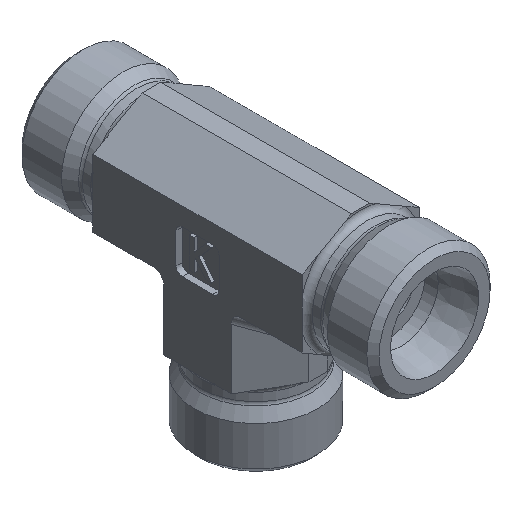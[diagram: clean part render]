
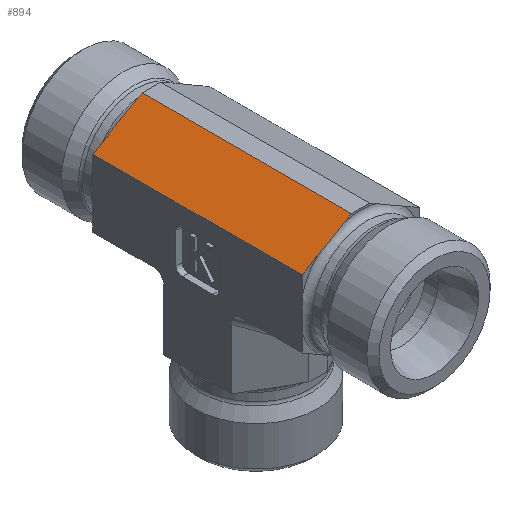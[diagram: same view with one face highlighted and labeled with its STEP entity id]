
A CAD part, isometric view. The second image highlights one B-rep face of the part: STEP entity #894.
In plain terms, the highlighted planar face has unit normal (-0.5, 0, 0.866).
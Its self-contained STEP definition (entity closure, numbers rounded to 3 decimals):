
#281=CARTESIAN_POINT('',(-25.988,26.544,25.926));
#282=VERTEX_POINT('',#281);
#290=CARTESIAN_POINT('',(-21.481,26.544,28.528));
#291=VERTEX_POINT('',#290);
#292=CARTESIAN_POINT('',(-21.481,26.544,28.528));
#293=CARTESIAN_POINT('',(-21.694,26.544,28.406));
#294=CARTESIAN_POINT('',(-21.949,26.552,28.258));
#295=CARTESIAN_POINT('',(-22.653,26.579,27.852));
#296=CARTESIAN_POINT('',(-23.243,26.607,27.511));
#297=CARTESIAN_POINT('',(-23.735,26.607,27.227));
#298=CARTESIAN_POINT('',(-24.227,26.607,26.943));
#299=CARTESIAN_POINT('',(-24.816,26.579,26.603));
#300=CARTESIAN_POINT('',(-25.521,26.552,26.196));
#301=CARTESIAN_POINT('',(-25.776,26.544,26.049));
#302=CARTESIAN_POINT('',(-25.988,26.544,25.926));
#303=B_SPLINE_CURVE_WITH_KNOTS('',3,(#292,#293,#294,#295,#296,#297,#298,#299,#300,#301,#302),.UNSPECIFIED.,.F.,.U.,(4,2,3,2,4),(-0.244,-0.17,0.0,0.17,0.244),.UNSPECIFIED.);
#304=EDGE_CURVE('',#291,#282,#303,.T.);
#756=CARTESIAN_POINT('',(-28.485,26.544,24.485));
#757=VERTEX_POINT('',#756);
#764=CARTESIAN_POINT('',(-25.988,26.544,25.926));
#765=DIRECTION('',(-0.866,0.0,-0.5));
#766=VECTOR('',#765,2.882);
#767=LINE('',#764,#766);
#768=EDGE_CURVE('',#282,#757,#767,.T.);
#805=CARTESIAN_POINT('',(-20.485,26.544,29.104));
#806=VERTEX_POINT('',#805);
#807=CARTESIAN_POINT('',(-20.485,26.544,29.104));
#808=DIRECTION('',(-0.866,0.0,-0.5));
#809=VECTOR('',#808,1.15);
#810=LINE('',#807,#809);
#811=EDGE_CURVE('',#806,#291,#810,.T.);
#828=CARTESIAN_POINT('',(-20.485,-7.456,29.104));
#829=VERTEX_POINT('',#828);
#830=CARTESIAN_POINT('',(-20.485,26.544,29.104));
#831=DIRECTION('',(0.0,-1.0,0.0));
#832=VECTOR('',#831,34.0);
#833=LINE('',#830,#832);
#834=EDGE_CURVE('',#806,#829,#833,.T.);
#846=CARTESIAN_POINT('',(-28.485,9.544,24.485));
#847=DIRECTION('',(-0.5,0.0,0.866));
#848=DIRECTION('',(0.866,0.0,0.5));
#849=AXIS2_PLACEMENT_3D('',#846,#847,#848);
#850=PLANE('',#849);
#851=ORIENTED_EDGE('',*,*,#768,.T.);
#852=CARTESIAN_POINT('',(-28.485,-7.456,24.485));
#853=VERTEX_POINT('',#852);
#854=CARTESIAN_POINT('',(-28.485,26.544,24.485));
#855=DIRECTION('',(0.0,-1.0,0.0));
#856=VECTOR('',#855,34.0);
#857=LINE('',#854,#856);
#858=EDGE_CURVE('',#757,#853,#857,.T.);
#859=ORIENTED_EDGE('',*,*,#858,.T.);
#860=CARTESIAN_POINT('',(-25.988,-7.456,25.926));
#861=VERTEX_POINT('',#860);
#862=CARTESIAN_POINT('',(-28.485,-7.456,24.485));
#863=DIRECTION('',(0.866,0.0,0.5));
#864=VECTOR('',#863,2.882);
#865=LINE('',#862,#864);
#866=EDGE_CURVE('',#853,#861,#865,.T.);
#867=ORIENTED_EDGE('',*,*,#866,.T.);
#868=CARTESIAN_POINT('',(-21.481,-7.456,28.528));
#869=VERTEX_POINT('',#868);
#870=CARTESIAN_POINT('',(-25.988,-7.456,25.926));
#871=CARTESIAN_POINT('',(-25.776,-7.456,26.049));
#872=CARTESIAN_POINT('',(-25.521,-7.464,26.196));
#873=CARTESIAN_POINT('',(-24.816,-7.491,26.603));
#874=CARTESIAN_POINT('',(-24.227,-7.519,26.943));
#875=CARTESIAN_POINT('',(-23.243,-7.519,27.511));
#876=CARTESIAN_POINT('',(-22.653,-7.491,27.852));
#877=CARTESIAN_POINT('',(-21.949,-7.464,28.258));
#878=CARTESIAN_POINT('',(-21.694,-7.456,28.406));
#879=CARTESIAN_POINT('',(-21.481,-7.456,28.528));
#880=B_SPLINE_CURVE_WITH_KNOTS('',3,(#870,#871,#872,#873,#874,#875,#876,#877,#878,#879),.UNSPECIFIED.,.F.,.U.,(4,2,2,2,4),(0.817,0.891,1.061,1.231,1.305),.UNSPECIFIED.);
#881=EDGE_CURVE('',#861,#869,#880,.T.);
#882=ORIENTED_EDGE('',*,*,#881,.T.);
#883=CARTESIAN_POINT('',(-21.481,-7.456,28.528));
#884=DIRECTION('',(0.866,0.0,0.5));
#885=VECTOR('',#884,1.15);
#886=LINE('',#883,#885);
#887=EDGE_CURVE('',#869,#829,#886,.T.);
#888=ORIENTED_EDGE('',*,*,#887,.T.);
#889=ORIENTED_EDGE('',*,*,#834,.F.);
#890=ORIENTED_EDGE('',*,*,#811,.T.);
#891=ORIENTED_EDGE('',*,*,#304,.T.);
#892=EDGE_LOOP('',(#851,#859,#867,#882,#888,#889,#890,#891));
#893=FACE_OUTER_BOUND('',#892,.T.);
#894=ADVANCED_FACE('',(#893),#850,.T.);
